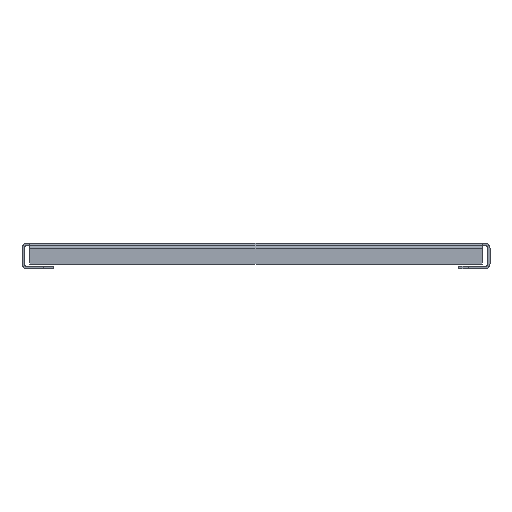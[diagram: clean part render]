
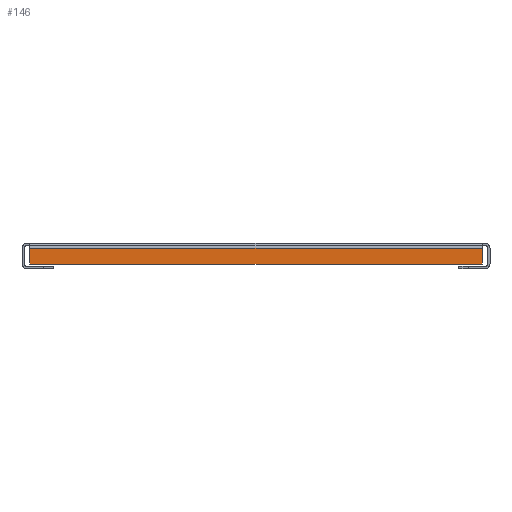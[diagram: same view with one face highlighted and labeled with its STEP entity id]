
A CAD part, front view. The second image highlights one B-rep face of the part: STEP entity #146.
In plain terms, the highlighted planar face has unit normal (0, -1, 0).
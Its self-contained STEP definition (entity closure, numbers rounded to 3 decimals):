
#146=ADVANCED_FACE('',(#373),#374,.T.);
#373=FACE_OUTER_BOUND('',#665,.T.);
#374=PLANE('',#666);
#665=EDGE_LOOP('',(#1469,#1470,#1471,#1472));
#666=AXIS2_PLACEMENT_3D('',#1473,#1474,#1475);
#1469=ORIENTED_EDGE('',*,*,#2148,.T.);
#1470=ORIENTED_EDGE('',*,*,#2168,.F.);
#1471=ORIENTED_EDGE('',*,*,#2162,.T.);
#1472=ORIENTED_EDGE('',*,*,#2182,.T.);
#1473=CARTESIAN_POINT('',(239.962,-848.5,-13.75));
#1474=DIRECTION('',(0.0,-1.0,0.0));
#1475=DIRECTION('',(0.,0.0,1.0));
#2148=EDGE_CURVE('',#2702,#2700,#2703,.T.);
#2162=EDGE_CURVE('',#2730,#2728,#2731,.T.);
#2168=EDGE_CURVE('',#2730,#2700,#2740,.T.);
#2182=EDGE_CURVE('',#2728,#2702,#2760,.T.);
#2700=VERTEX_POINT('',#3459);
#2702=VERTEX_POINT('',#3462);
#2703=LINE('',#3463,#3464);
#2728=VERTEX_POINT('',#3498);
#2730=VERTEX_POINT('',#3500);
#2731=LINE('',#3501,#3502);
#2740=LINE('',#3515,#3516);
#2760=LINE('',#3547,#3548);
#3459=CARTESIAN_POINT('',(-239.962,-848.5,-22.));
#3462=CARTESIAN_POINT('',(-239.962,-848.5,-5.5));
#3463=CARTESIAN_POINT('',(-239.962,-848.5,-22.));
#3464=VECTOR('',#4238,1.0);
#3498=CARTESIAN_POINT('',(239.962,-848.5,-5.5));
#3500=CARTESIAN_POINT('',(239.962,-848.5,-22.0));
#3501=CARTESIAN_POINT('',(239.962,-848.5,-22.0));
#3502=VECTOR('',#4260,1.0);
#3515=CARTESIAN_POINT('',(239.962,-848.5,-22.0));
#3516=VECTOR('',#4268,1.0);
#3547=CARTESIAN_POINT('',(239.962,-848.5,-5.5));
#3548=VECTOR('',#4286,1.0);
#4238=DIRECTION('',(0.,-0.0,-1.0));
#4260=DIRECTION('',(0.,0.0,1.0));
#4268=DIRECTION('',(-1.0,0.0,0.));
#4286=DIRECTION('',(-1.0,0.0,0.));
